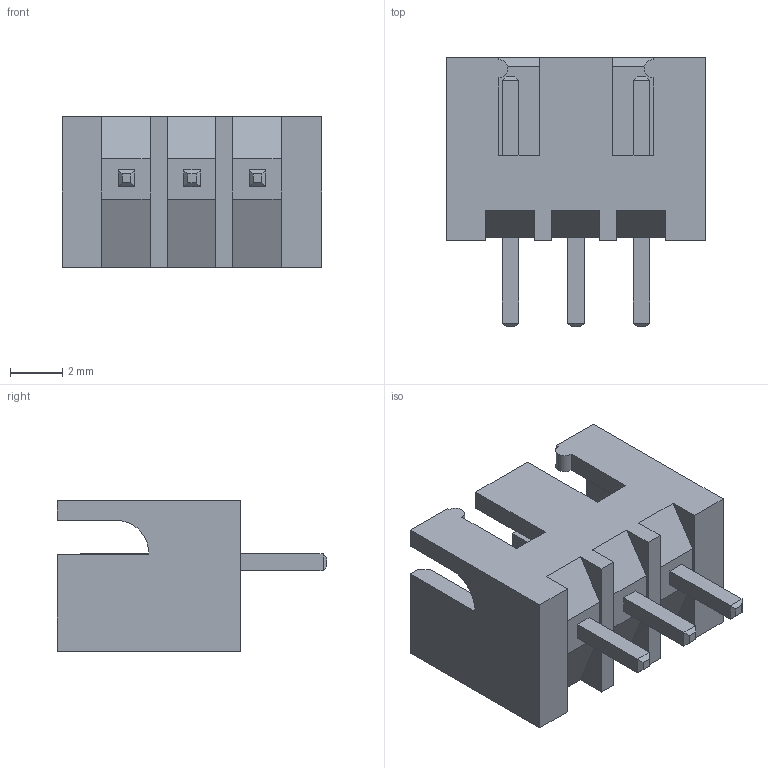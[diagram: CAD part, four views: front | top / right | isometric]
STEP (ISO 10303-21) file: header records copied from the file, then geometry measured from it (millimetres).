
FILE_DESCRIPTION (( 'STEP AP214' ), '1' );
FILE_NAME ('User Library-BxB-XH_mod.STEP', '2022-04-10T19:04:11', ( '' ), ( '' ), 'SwSTEP 2.0', 'SolidWorks 2021', '' );
FILE_SCHEMA (( 'AUTOMOTIVE_DESIGN' ));
Length unit declared in the file: millimetre
Products named in the file (1): User Library-BxB-XH_mod
Bounding box: 9.9 x 10.3 x 5.75 mm (x, y, z)
Volume: 192.8 mm3; surface area: 508.1 mm2
Topology: 1 solids, 1 shells, 108 faces, 274 edges, 174 vertices
Faces by surface type: plane 103, cylinder 5
Entity records: 3788 total; most frequent: CARTESIAN_POINT 557, ORIENTED_EDGE 548, DIRECTION 502, EDGE_CURVE 274, VECTOR 264, LINE 264, VERTEX_POINT 174, AXIS2_PLACEMENT_3D 119
